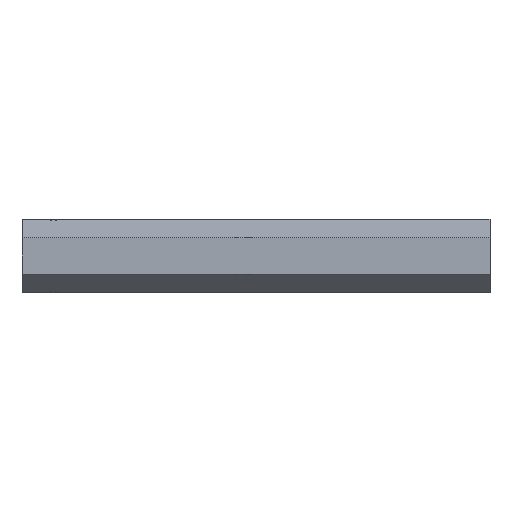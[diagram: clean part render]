
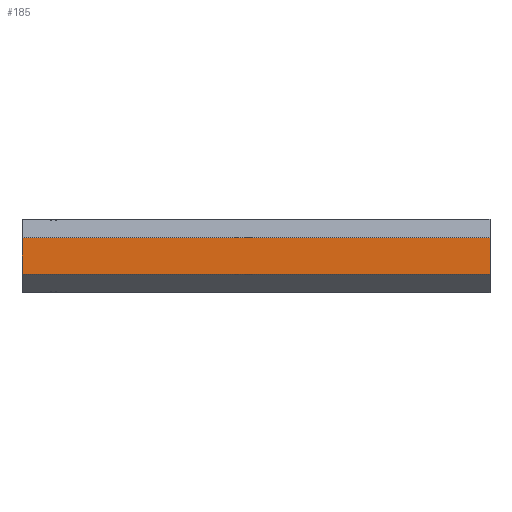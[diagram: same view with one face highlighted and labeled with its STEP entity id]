
A CAD part, front view. The second image highlights one B-rep face of the part: STEP entity #185.
In plain terms, the highlighted planar face has unit normal (0, -1, 0).
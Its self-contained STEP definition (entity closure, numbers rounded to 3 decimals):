
#75 = ORIENTED_EDGE ( 'NONE', *, *, #92, .T. ) ;
#77 = EDGE_CURVE ( 'NONE', #299, #309, #374, .T. ) ;
#83 = ORIENTED_EDGE ( 'NONE', *, *, #113, .T. ) ;
#86 = ORIENTED_EDGE ( 'NONE', *, *, #77, .F. ) ;
#88 = ORIENTED_EDGE ( 'NONE', *, *, #119, .F. ) ;
#92 = EDGE_CURVE ( 'NONE', #305, #367, #390, .T. ) ;
#110 = EDGE_LOOP ( 'NONE', ( #75, #88, #86, #83 ) ) ;
#113 = EDGE_CURVE ( 'NONE', #299, #305, #413, .T. ) ;
#119 = EDGE_CURVE ( 'NONE', #309, #367, #415, .T. ) ;
#123 = DIRECTION ( 'NONE',  ( -1., 0., 0. ) ) ;
#185 = ADVANCED_FACE ( 'NONE', ( #480 ), #420, .F. ) ;
#282 = AXIS2_PLACEMENT_3D ( 'NONE', #430, #417, #416 ) ;
#299 = VERTEX_POINT ( 'NONE', #362 ) ;
#305 = VERTEX_POINT ( 'NONE', #349 ) ;
#309 = VERTEX_POINT ( 'NONE', #346 ) ;
#331 = CARTESIAN_POINT ( 'NONE',  ( 0., -1.5, -0.866 ) ) ;
#346 = CARTESIAN_POINT ( 'NONE',  ( 22., -1.5, -0.866 ) ) ;
#349 = CARTESIAN_POINT ( 'NONE',  ( 0., -1.5, 0.866 ) ) ;
#362 = CARTESIAN_POINT ( 'NONE',  ( 22., -1.5, 0.866 ) ) ;
#367 = VERTEX_POINT ( 'NONE', #331 ) ;
#374 = LINE ( 'NONE', #556, #389 ) ;
#389 = VECTOR ( 'NONE', #564, 1000. ) ;
#390 = LINE ( 'NONE', #541, #399 ) ;
#399 = VECTOR ( 'NONE', #543, 1000. ) ;
#405 = DIRECTION ( 'NONE',  ( -1., 0., 0. ) ) ;
#413 = LINE ( 'NONE', #436, #425 ) ;
#415 = LINE ( 'NONE', #526, #438 ) ;
#416 = DIRECTION ( 'NONE',  ( 0., 0., 1. ) ) ;
#417 = DIRECTION ( 'NONE',  ( 0., 1., 0. ) ) ;
#420 = PLANE ( 'NONE',  #282 ) ;
#425 = VECTOR ( 'NONE', #405, 1000. ) ;
#430 = CARTESIAN_POINT ( 'NONE',  ( 22., -1.5, 0.866 ) ) ;
#436 = CARTESIAN_POINT ( 'NONE',  ( 22., -1.5, 0.866 ) ) ;
#438 = VECTOR ( 'NONE', #123, 1000. ) ;
#480 = FACE_OUTER_BOUND ( 'NONE', #110, .T. ) ;
#526 = CARTESIAN_POINT ( 'NONE',  ( 22., -1.5, -0.866 ) ) ;
#541 = CARTESIAN_POINT ( 'NONE',  ( 0., -1.5, 0.866 ) ) ;
#543 = DIRECTION ( 'NONE',  ( 0., 0., -1. ) ) ;
#556 = CARTESIAN_POINT ( 'NONE',  ( 22., -1.5, 0.866 ) ) ;
#564 = DIRECTION ( 'NONE',  ( 0., 0., -1. ) ) ;
